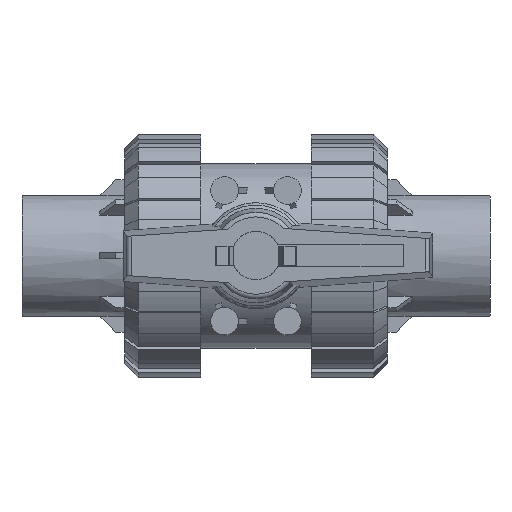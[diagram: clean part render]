
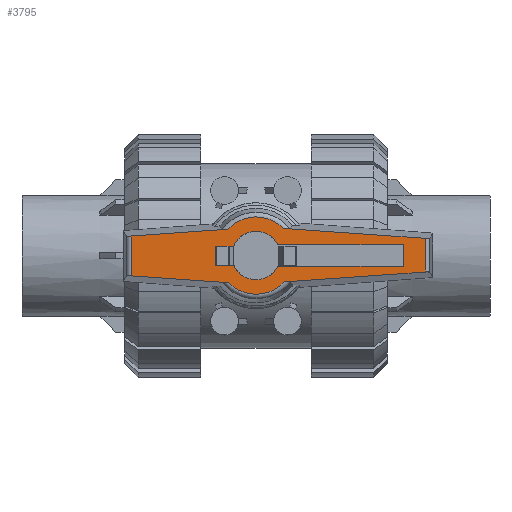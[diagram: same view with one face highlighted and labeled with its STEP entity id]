
A CAD part, top view. The second image highlights one B-rep face of the part: STEP entity #3795.
In plain terms, the highlighted planar face has unit normal (0, 0, 1).
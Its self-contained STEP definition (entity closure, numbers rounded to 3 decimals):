
#532=CARTESIAN_POINT('',(60.833,4.375,160.5));
#533=VERTEX_POINT('',#532);
#534=CARTESIAN_POINT('',(60.833,-4.375,160.5));
#535=VERTEX_POINT('',#534);
#536=CARTESIAN_POINT('',(60.833,4.375,160.5));
#537=DIRECTION('',(0.0,-1.0,0.0));
#538=VECTOR('',#537,8.75);
#539=LINE('',#536,#538);
#540=EDGE_CURVE('',#533,#535,#539,.T.);
#603=CARTESIAN_POINT('',(8.992,4.375,160.5));
#604=VERTEX_POINT('',#603);
#605=CARTESIAN_POINT('',(8.992,4.375,160.5));
#606=DIRECTION('',(1.0,0.0,0.0));
#607=VECTOR('',#606,51.841);
#608=LINE('',#605,#607);
#609=EDGE_CURVE('',#604,#533,#608,.T.);
#1049=CARTESIAN_POINT('',(-9.192,3.938,160.5));
#1050=VERTEX_POINT('',#1049);
#1051=CARTESIAN_POINT('',(0.0,0.0,160.5));
#1052=DIRECTION('',(0.0,0.0,-1.0));
#1053=DIRECTION('',(1.0,0.0,0.0));
#1054=AXIS2_PLACEMENT_3D('',#1051,#1052,#1053);
#1055=CIRCLE('',#1054,10.0);
#1056=EDGE_CURVE('',#1050,#604,#1055,.T.);
#1108=CARTESIAN_POINT('',(8.992,-4.375,160.5));
#1109=VERTEX_POINT('',#1108);
#1110=CARTESIAN_POINT('',(60.833,-4.375,160.5));
#1111=DIRECTION('',(-1.0,0.0,0.0));
#1112=VECTOR('',#1111,51.841);
#1113=LINE('',#1110,#1112);
#1114=EDGE_CURVE('',#535,#1109,#1113,.T.);
#1182=CARTESIAN_POINT('',(-9.192,-3.938,160.5));
#1183=VERTEX_POINT('',#1182);
#1184=CARTESIAN_POINT('',(0.0,0.0,160.5));
#1185=DIRECTION('',(0.0,0.0,-1.0));
#1186=DIRECTION('',(1.0,0.0,0.0));
#1187=AXIS2_PLACEMENT_3D('',#1184,#1185,#1186);
#1188=CIRCLE('',#1187,10.0);
#1189=EDGE_CURVE('',#1109,#1183,#1188,.T.);
#1665=CARTESIAN_POINT('',(-16.933,-3.938,160.5));
#1666=VERTEX_POINT('',#1665);
#1673=CARTESIAN_POINT('',(-9.192,-3.938,160.5));
#1674=DIRECTION('',(-1.0,0.0,0.0));
#1675=VECTOR('',#1674,7.741);
#1676=LINE('',#1673,#1675);
#1677=EDGE_CURVE('',#1183,#1666,#1676,.T.);
#2292=CARTESIAN_POINT('',(-11.394,-11.216,160.5));
#2293=VERTEX_POINT('',#2292);
#2305=CARTESIAN_POINT('',(-51.662,-8.4,160.5));
#2306=VERTEX_POINT('',#2305);
#2307=CARTESIAN_POINT('',(-51.662,-8.4,160.5));
#2308=DIRECTION('',(0.998,-0.07,0.0));
#2309=VECTOR('',#2308,40.366);
#2310=LINE('',#2307,#2309);
#2311=EDGE_CURVE('',#2306,#2293,#2310,.T.);
#2610=CARTESIAN_POINT('',(11.394,11.216,160.5));
#2611=VERTEX_POINT('',#2610);
#2623=CARTESIAN_POINT('',(69.912,7.124,160.5));
#2624=VERTEX_POINT('',#2623);
#2625=CARTESIAN_POINT('',(69.912,7.124,160.5));
#2626=DIRECTION('',(-0.998,0.07,0.0));
#2627=VECTOR('',#2626,58.661);
#2628=LINE('',#2625,#2627);
#2629=EDGE_CURVE('',#2624,#2611,#2628,.T.);
#2711=CARTESIAN_POINT('',(-16.933,3.938,160.5));
#2712=VERTEX_POINT('',#2711);
#2713=CARTESIAN_POINT('',(-16.933,-3.938,160.5));
#2714=DIRECTION('',(0.0,1.0,0.0));
#2715=VECTOR('',#2714,7.875);
#2716=LINE('',#2713,#2715);
#2717=EDGE_CURVE('',#1666,#2712,#2716,.T.);
#2778=CARTESIAN_POINT('',(-16.933,3.938,160.5));
#2779=DIRECTION('',(1.0,0.0,0.0));
#2780=VECTOR('',#2779,7.741);
#2781=LINE('',#2778,#2780);
#2782=EDGE_CURVE('',#2712,#1050,#2781,.T.);
#3008=CARTESIAN_POINT('',(-51.662,8.09,160.5));
#3009=VERTEX_POINT('',#3008);
#3017=CARTESIAN_POINT('',(-11.712,10.883,160.5));
#3018=VERTEX_POINT('',#3017);
#3019=CARTESIAN_POINT('',(-11.712,10.883,160.5));
#3020=DIRECTION('',(-0.998,-0.07,0.0));
#3021=VECTOR('',#3020,40.047);
#3022=LINE('',#3019,#3021);
#3023=EDGE_CURVE('',#3018,#3009,#3022,.T.);
#3095=CARTESIAN_POINT('',(-51.662,8.09,160.5));
#3096=DIRECTION('',(0.0,-1.0,0.0));
#3097=VECTOR('',#3096,16.49);
#3098=LINE('',#3095,#3097);
#3099=EDGE_CURVE('',#3009,#2306,#3098,.T.);
#3190=CARTESIAN_POINT('',(69.912,-6.814,160.5));
#3191=VERTEX_POINT('',#3190);
#3199=CARTESIAN_POINT('',(11.712,-10.883,160.5));
#3200=VERTEX_POINT('',#3199);
#3201=CARTESIAN_POINT('',(11.712,-10.883,160.5));
#3202=DIRECTION('',(0.998,0.07,0.0));
#3203=VECTOR('',#3202,58.342);
#3204=LINE('',#3201,#3203);
#3205=EDGE_CURVE('',#3200,#3191,#3204,.T.);
#3277=CARTESIAN_POINT('',(69.912,7.124,160.5));
#3278=DIRECTION('',(0.0,-1.0,0.0));
#3279=VECTOR('',#3278,13.938);
#3280=LINE('',#3277,#3279);
#3281=EDGE_CURVE('',#2624,#3191,#3280,.T.);
#3584=CARTESIAN_POINT('',(0.0,0.0,160.5));
#3585=DIRECTION('',(0.0,0.0,1.0));
#3586=DIRECTION('',(1.0,0.0,0.0));
#3587=AXIS2_PLACEMENT_3D('',#3584,#3585,#3586);
#3588=CIRCLE('',#3587,15.988);
#3589=EDGE_CURVE('',#2611,#3018,#3588,.T.);
#3764=CARTESIAN_POINT('',(7.994,0.0,160.5));
#3765=DIRECTION('',(0.0,0.0,1.0));
#3766=DIRECTION('',(1.0,0.0,0.0));
#3767=AXIS2_PLACEMENT_3D('',#3764,#3765,#3766);
#3768=PLANE('',#3767);
#3769=ORIENTED_EDGE('',*,*,#2311,.T.);
#3770=CARTESIAN_POINT('',(0.0,0.0,160.5));
#3771=DIRECTION('',(0.0,0.0,1.0));
#3772=DIRECTION('',(1.0,0.0,0.0));
#3773=AXIS2_PLACEMENT_3D('',#3770,#3771,#3772);
#3774=CIRCLE('',#3773,15.988);
#3775=EDGE_CURVE('',#2293,#3200,#3774,.T.);
#3776=ORIENTED_EDGE('',*,*,#3775,.T.);
#3777=ORIENTED_EDGE('',*,*,#3205,.T.);
#3778=ORIENTED_EDGE('',*,*,#3281,.F.);
#3779=ORIENTED_EDGE('',*,*,#2629,.T.);
#3780=ORIENTED_EDGE('',*,*,#3589,.T.);
#3781=ORIENTED_EDGE('',*,*,#3023,.T.);
#3782=ORIENTED_EDGE('',*,*,#3099,.T.);
#3783=EDGE_LOOP('',(#3769,#3776,#3777,#3778,#3779,#3780,#3781,#3782));
#3784=FACE_OUTER_BOUND('',#3783,.T.);
#3785=ORIENTED_EDGE('',*,*,#1189,.T.);
#3786=ORIENTED_EDGE('',*,*,#1677,.T.);
#3787=ORIENTED_EDGE('',*,*,#2717,.T.);
#3788=ORIENTED_EDGE('',*,*,#2782,.T.);
#3789=ORIENTED_EDGE('',*,*,#1056,.T.);
#3790=ORIENTED_EDGE('',*,*,#609,.T.);
#3791=ORIENTED_EDGE('',*,*,#540,.T.);
#3792=ORIENTED_EDGE('',*,*,#1114,.T.);
#3793=EDGE_LOOP('',(#3785,#3786,#3787,#3788,#3789,#3790,#3791,#3792));
#3794=FACE_BOUND('',#3793,.T.);
#3795=ADVANCED_FACE('',(#3784,#3794),#3768,.T.);
